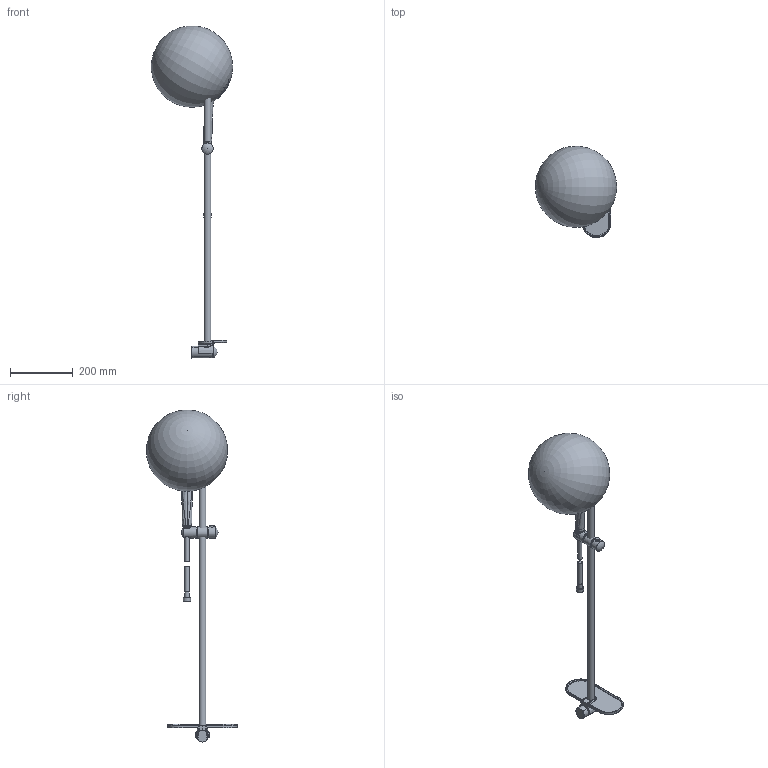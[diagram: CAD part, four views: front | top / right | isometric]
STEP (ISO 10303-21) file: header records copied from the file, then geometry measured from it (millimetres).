
FILE_DESCRIPTION(/* description */ ('Unknown'),/* implementation_level */ '2;1');
FILE_NAME(/* name */ '27226001',/* time_stamp */ '2022-09-08T03:57:16+02:00',/* author */ ('Unknown'),/* organization */ ('GROHE AG'),/* preprocessor_version */ 'ST-DEVELOPER v16.7',/* originating_system */ 'DEX',/* authorisation */ $);
FILE_SCHEMA (('AUTOMOTIVE_DESIGN {1 0 10303 214 3 1 1}'));
Products named in the file (6): 27226001; id11; 071012_FamilyHSH_D_Jets5L_Lob; 071108_Family_HSH_FaceEco_E_Lob; 071205_Family_Ring_FitKneipp_Lob; face1
Assembly tree (5 placements, depth 2):
  27226001
    id11
    071012_FamilyHSH_D_Jets5L_Lob
    071108_Family_HSH_FaceEco_E_Lob
    071205_Family_Ring_FitKneipp_Lob
    face1
Bounding box: 259.56 x 289.23 x 1059.83 mm (x, y, z)
Surface area: 452227.6 mm2 (no closed solid volume)
Topology: 0 solids, 114 shells, 1819 faces, 6045 edges, 4427 vertices
Faces by surface type: plane 605, bspline 526, torus 284, cylinder 224, cone 151, sphere 29
Full cylindrical faces by diameter (mm): 1.4 x87, 13.8 x2, 14.7 x2, 16.2 x1, 18.2 x1, 19.9 x1, 21.2 x1, 21.8 x1, 21.9 x1, 22.6 x1, 23 x1, 24.8 x1, 33.4 x2, 35.8 x2, 36 x3, 37.068 x1, 37.213 x1, 101.2 x1, 101.6 x1, 103.3 x1
Entity records: 107433 total; most frequent: CARTESIAN_POINT 65299, ORIENTED_EDGE 8468, EDGE_CURVE 5103, DIRECTION 4848, VERTEX_POINT 4016, B_SPLINE_CURVE_WITH_KNOTS 3554, FACE_BOUND 2722, EDGE_LOOP 2721
